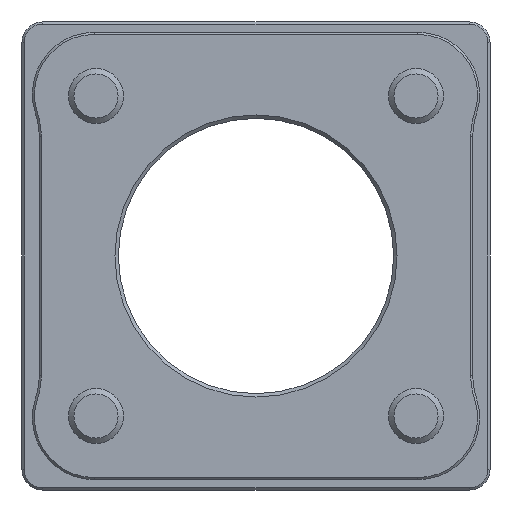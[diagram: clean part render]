
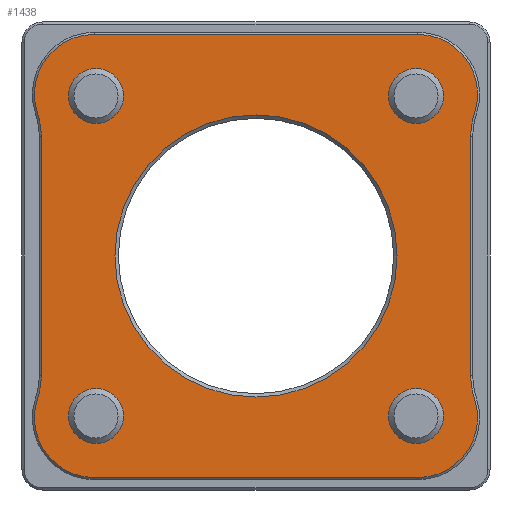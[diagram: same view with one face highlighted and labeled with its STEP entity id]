
A CAD part, front view. The second image highlights one B-rep face of the part: STEP entity #1438.
In plain terms, the highlighted planar face has unit normal (0, -1, 0).
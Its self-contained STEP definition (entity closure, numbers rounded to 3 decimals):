
#21=FACE_BOUND('',#320,.T.);
#22=FACE_BOUND('',#321,.T.);
#23=FACE_BOUND('',#322,.T.);
#24=FACE_BOUND('',#323,.T.);
#25=FACE_BOUND('',#324,.T.);
#97=CIRCLE('',#1549,8.7);
#99=CIRCLE('',#1552,10.4);
#101=CIRCLE('',#1556,10.4);
#103=CIRCLE('',#1559,8.7);
#105=CIRCLE('',#1563,8.7);
#107=CIRCLE('',#1566,10.4);
#109=CIRCLE('',#1570,10.4);
#111=CIRCLE('',#1573,8.7);
#116=CIRCLE('',#1585,20.5);
#117=CIRCLE('',#1586,4.);
#118=CIRCLE('',#1587,4.);
#119=CIRCLE('',#1588,4.);
#120=CIRCLE('',#1589,4.);
#217=FACE_OUTER_BOUND('',#319,.T.);
#319=EDGE_LOOP('',(#1142,#1143,#1144,#1145,#1146,#1147,#1148,#1149,#1150,
#1151,#1152,#1153));
#320=EDGE_LOOP('',(#1154));
#321=EDGE_LOOP('',(#1155));
#322=EDGE_LOOP('',(#1156));
#323=EDGE_LOOP('',(#1157));
#324=EDGE_LOOP('',(#1158));
#450=LINE('',#2321,#558);
#455=LINE('',#2339,#563);
#460=LINE('',#2357,#568);
#465=LINE('',#2375,#573);
#558=VECTOR('',#1814,47.);
#563=VECTOR('',#1833,34.802);
#568=VECTOR('',#1852,47.);
#573=VECTOR('',#1871,34.802);
#680=VERTEX_POINT('',#2314);
#683=VERTEX_POINT('',#2319);
#684=VERTEX_POINT('',#2323);
#686=VERTEX_POINT('',#2329);
#688=VERTEX_POINT('',#2335);
#690=VERTEX_POINT('',#2341);
#692=VERTEX_POINT('',#2347);
#694=VERTEX_POINT('',#2353);
#696=VERTEX_POINT('',#2359);
#698=VERTEX_POINT('',#2365);
#700=VERTEX_POINT('',#2371);
#702=VERTEX_POINT('',#2377);
#711=VERTEX_POINT('',#2412);
#712=VERTEX_POINT('',#2414);
#713=VERTEX_POINT('',#2416);
#714=VERTEX_POINT('',#2418);
#715=VERTEX_POINT('',#2420);
#835=EDGE_CURVE('',#683,#680,#450,.T.);
#838=EDGE_CURVE('',#680,#684,#97,.T.);
#841=EDGE_CURVE('',#684,#686,#99,.T.);
#844=EDGE_CURVE('',#686,#688,#455,.T.);
#847=EDGE_CURVE('',#688,#690,#101,.T.);
#850=EDGE_CURVE('',#690,#692,#103,.T.);
#853=EDGE_CURVE('',#692,#694,#460,.T.);
#856=EDGE_CURVE('',#694,#696,#105,.T.);
#859=EDGE_CURVE('',#696,#698,#107,.T.);
#862=EDGE_CURVE('',#698,#700,#465,.T.);
#865=EDGE_CURVE('',#700,#702,#109,.T.);
#867=EDGE_CURVE('',#702,#683,#111,.T.);
#881=EDGE_CURVE('',#711,#711,#116,.T.);
#882=EDGE_CURVE('',#712,#712,#117,.T.);
#883=EDGE_CURVE('',#713,#713,#118,.T.);
#884=EDGE_CURVE('',#714,#714,#119,.T.);
#885=EDGE_CURVE('',#715,#715,#120,.T.);
#1142=ORIENTED_EDGE('',*,*,#835,.F.);
#1143=ORIENTED_EDGE('',*,*,#867,.F.);
#1144=ORIENTED_EDGE('',*,*,#865,.F.);
#1145=ORIENTED_EDGE('',*,*,#862,.F.);
#1146=ORIENTED_EDGE('',*,*,#859,.F.);
#1147=ORIENTED_EDGE('',*,*,#856,.F.);
#1148=ORIENTED_EDGE('',*,*,#853,.F.);
#1149=ORIENTED_EDGE('',*,*,#850,.F.);
#1150=ORIENTED_EDGE('',*,*,#847,.F.);
#1151=ORIENTED_EDGE('',*,*,#844,.F.);
#1152=ORIENTED_EDGE('',*,*,#841,.F.);
#1153=ORIENTED_EDGE('',*,*,#838,.F.);
#1154=ORIENTED_EDGE('',*,*,#881,.F.);
#1155=ORIENTED_EDGE('',*,*,#882,.T.);
#1156=ORIENTED_EDGE('',*,*,#883,.T.);
#1157=ORIENTED_EDGE('',*,*,#884,.T.);
#1158=ORIENTED_EDGE('',*,*,#885,.T.);
#1379=PLANE('',#1584);
#1438=ADVANCED_FACE('',(#217,#21,#22,#23,#24,#25),#1379,.F.);
#1549=AXIS2_PLACEMENT_3D('',#2327,#1820,#1821);
#1552=AXIS2_PLACEMENT_3D('',#2333,#1827,#1828);
#1556=AXIS2_PLACEMENT_3D('',#2345,#1839,#1840);
#1559=AXIS2_PLACEMENT_3D('',#2351,#1846,#1847);
#1563=AXIS2_PLACEMENT_3D('',#2363,#1858,#1859);
#1566=AXIS2_PLACEMENT_3D('',#2369,#1865,#1866);
#1570=AXIS2_PLACEMENT_3D('',#2381,#1877,#1878);
#1573=AXIS2_PLACEMENT_3D('',#2384,#1883,#1884);
#1584=AXIS2_PLACEMENT_3D('',#2411,#1914,#1915);
#1585=AXIS2_PLACEMENT_3D('',#2413,#1916,#1917);
#1586=AXIS2_PLACEMENT_3D('',#2415,#1918,#1919);
#1587=AXIS2_PLACEMENT_3D('',#2417,#1920,#1921);
#1588=AXIS2_PLACEMENT_3D('',#2419,#1922,#1923);
#1589=AXIS2_PLACEMENT_3D('',#2421,#1924,#1925);
#1814=DIRECTION('',(1.,0.,0.));
#1820=DIRECTION('center_axis',(0.,1.,0.));
#1821=DIRECTION('ref_axis',(0.,0.,1.));
#1827=DIRECTION('center_axis',(0.,-1.,0.));
#1828=DIRECTION('ref_axis',(-1.,0.,0.));
#1833=DIRECTION('',(0.,0.,-1.));
#1839=DIRECTION('center_axis',(0.,-1.,0.));
#1840=DIRECTION('ref_axis',(-0.948,0.,-0.319));
#1846=DIRECTION('center_axis',(0.,1.,0.));
#1847=DIRECTION('ref_axis',(0.948,0.,0.319));
#1852=DIRECTION('',(-1.,0.,0.));
#1858=DIRECTION('center_axis',(0.,1.,0.));
#1859=DIRECTION('ref_axis',(0.,0.,-1.));
#1865=DIRECTION('center_axis',(0.,-1.,0.));
#1866=DIRECTION('ref_axis',(1.,0.,0.));
#1871=DIRECTION('',(0.,0.,1.));
#1877=DIRECTION('center_axis',(0.,-1.,0.));
#1878=DIRECTION('ref_axis',(0.948,0.,0.319));
#1883=DIRECTION('center_axis',(0.,1.,0.));
#1884=DIRECTION('ref_axis',(-0.948,0.,-0.319));
#1914=DIRECTION('center_axis',(0.,1.,0.));
#1915=DIRECTION('ref_axis',(0.,0.,1.));
#1916=DIRECTION('center_axis',(0.,-1.,0.));
#1917=DIRECTION('ref_axis',(-1.,0.,0.));
#1918=DIRECTION('center_axis',(0.,1.,0.));
#1919=DIRECTION('ref_axis',(-1.,0.,0.));
#1920=DIRECTION('center_axis',(0.,1.,0.));
#1921=DIRECTION('ref_axis',(-1.,0.,0.));
#1922=DIRECTION('center_axis',(0.,1.,0.));
#1923=DIRECTION('ref_axis',(-1.,0.,0.));
#1924=DIRECTION('center_axis',(0.,1.,0.));
#1925=DIRECTION('ref_axis',(-1.,0.,0.));
#2314=CARTESIAN_POINT('',(23.5,0.,32.2));
#2319=CARTESIAN_POINT('',(-23.5,0.,32.2));
#2321=CARTESIAN_POINT('',(-11.75,0.,32.2));
#2323=CARTESIAN_POINT('',(31.745,0.,20.722));
#2327=CARTESIAN_POINT('Origin',(23.5,0.,23.5));
#2329=CARTESIAN_POINT('',(31.2,0.,17.401));
#2333=CARTESIAN_POINT('Origin',(41.6,0.,17.401));
#2335=CARTESIAN_POINT('',(31.2,0.,-17.401));
#2339=CARTESIAN_POINT('',(31.2,0.,8.7));
#2341=CARTESIAN_POINT('',(31.745,0.,-20.722));
#2345=CARTESIAN_POINT('Origin',(41.6,0.,-17.401));
#2347=CARTESIAN_POINT('',(23.5,0.,-32.2));
#2351=CARTESIAN_POINT('Origin',(23.5,0.,-23.5));
#2353=CARTESIAN_POINT('',(-23.5,0.,-32.2));
#2357=CARTESIAN_POINT('',(11.75,0.,-32.2));
#2359=CARTESIAN_POINT('',(-31.745,0.,-20.722));
#2363=CARTESIAN_POINT('Origin',(-23.5,0.,-23.5));
#2365=CARTESIAN_POINT('',(-31.2,0.,-17.401));
#2369=CARTESIAN_POINT('Origin',(-41.6,0.,-17.401));
#2371=CARTESIAN_POINT('',(-31.2,0.,17.401));
#2375=CARTESIAN_POINT('',(-31.2,0.,-8.7));
#2377=CARTESIAN_POINT('',(-31.745,0.,20.722));
#2381=CARTESIAN_POINT('Origin',(-41.6,0.,17.401));
#2384=CARTESIAN_POINT('Origin',(-23.5,0.,23.5));
#2411=CARTESIAN_POINT('Origin',(0.,0.,0.));
#2412=CARTESIAN_POINT('',(20.5,0.,0.));
#2413=CARTESIAN_POINT('Origin',(0.,0.,0.));
#2414=CARTESIAN_POINT('',(-19.25,0.,-23.25));
#2415=CARTESIAN_POINT('Origin',(-23.25,0.,-23.25));
#2416=CARTESIAN_POINT('',(-19.25,0.,23.25));
#2417=CARTESIAN_POINT('Origin',(-23.25,0.,23.25));
#2418=CARTESIAN_POINT('',(27.25,0.,23.25));
#2419=CARTESIAN_POINT('Origin',(23.25,0.,23.25));
#2420=CARTESIAN_POINT('',(27.25,0.,-23.25));
#2421=CARTESIAN_POINT('Origin',(23.25,0.,-23.25));
